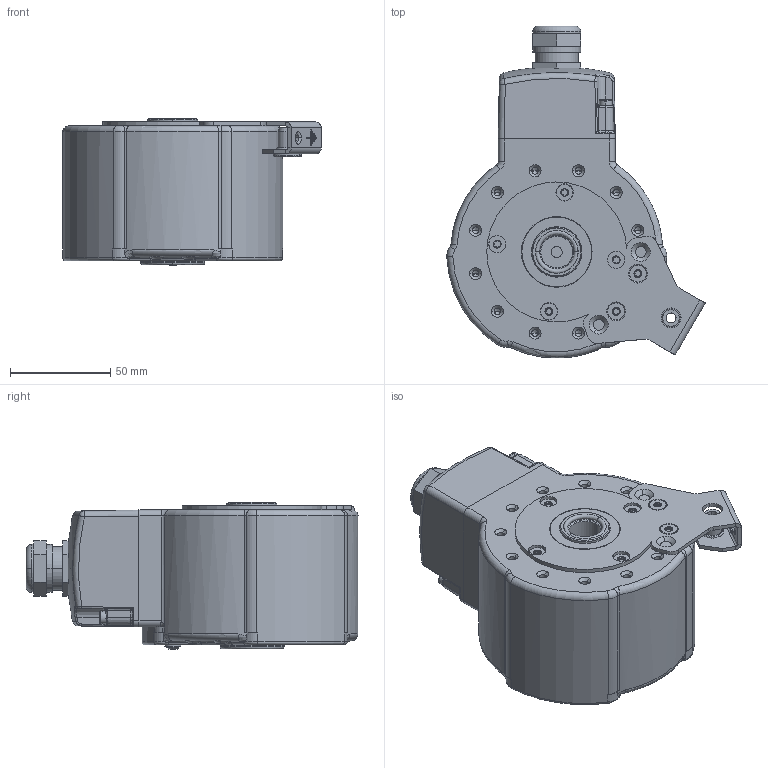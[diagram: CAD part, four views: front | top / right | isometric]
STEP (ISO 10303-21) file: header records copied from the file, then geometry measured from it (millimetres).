
FILE_DESCRIPTION((''),'2;1');
FILE_NAME('812954-01','2013-08-09T',('se2562'),(''),'PRO/ENGINEER BY PARAMETRIC TECHNOLOGY CORPORATION, 2011410','PRO/ENGINEER BY PARAMETRIC TECHNOLOGY CORPORATION, 2011410','');
FILE_SCHEMA(('CONFIG_CONTROL_DESIGN'));
Length unit declared in the file: millimetre
Products named in the file (1): 812954-01
Bounding box: 129.13 x 166 x 73.8 mm (x, y, z)
Volume: 352089.3 mm3; surface area: 143812.6 mm2
Topology: 14 solids, 26 shells, 1332 faces, 3374 edges, 2050 vertices
Faces by surface type: cylinder 533, plane 353, cone 172, torus 149, sphere 72, bspline 50, extrusion 2, revolution 1
Entity records: 50545 total; most frequent: CARTESIAN_POINT 18627, DIRECTION 7076, ORIENTED_EDGE 6524, EDGE_CURVE 3262, AXIS2_PLACEMENT_3D 2946, VERTEX_POINT 2050, CIRCLE 1667, EDGE_LOOP 1446
